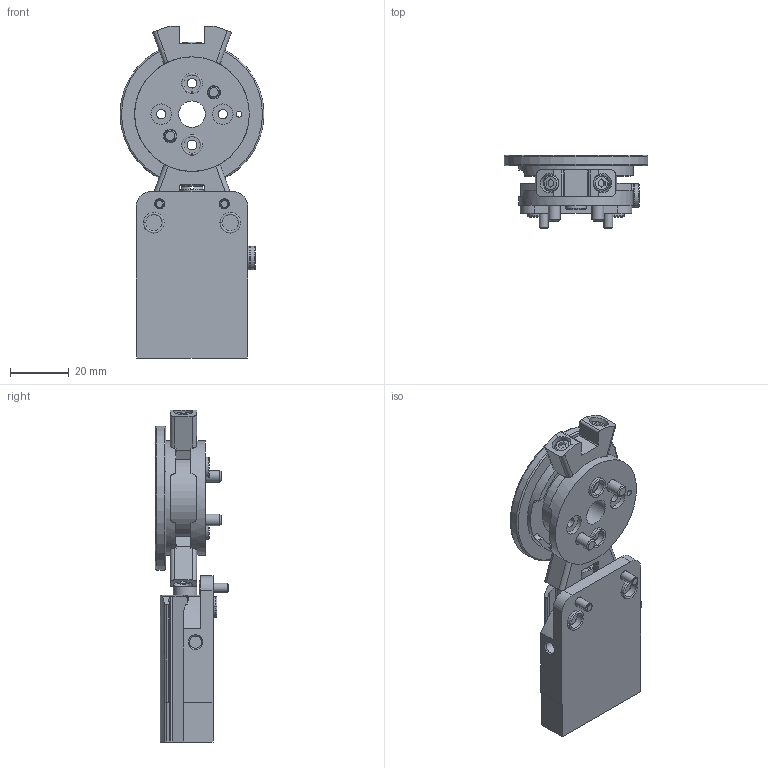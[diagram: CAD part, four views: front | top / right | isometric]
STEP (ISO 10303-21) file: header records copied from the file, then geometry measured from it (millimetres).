
FILE_DESCRIPTION(/* description */ ('STEP AP214'),/* implementation_level */ '2;1');
FILE_NAME(/* name */ '1692770_DADL-EL-Q11-16',/* time_stamp */ '2024-08-12T18:18:56+02:00',/* author */ ('License CC BY-ND 4.0'),/* organization */ ('CADENAS'),/* preprocessor_version */ 'ST-DEVELOPER v19.3',/* originating_system */ 'PARTsolutions',/* authorisation */ ' ');
FILE_SCHEMA (('AUTOMOTIVE_DESIGN {1 0 10303 214 3 1 1}'));
Length unit declared in the file: millimetre
Products named in the file (9): 1692770 DADL-EL-Q11-16---(16_0_0); 1672611 DRRD-16_p; DIN-912 - M4x18(F); 8146544 ZBH-7-B; 1692496 DADL-EC-Q11-16; 1692770 DADL-EL-Q11-16_(zyl); 1675695 DADL-8_(ks); DIN-912 - M3x7(F); 174308 B-M5-B
Assembly tree (14 placements, depth 2):
  1692770 DADL-EL-Q11-16---(16_0_0)
    1672611 DRRD-16_p
    DIN-912 - M4x18(F)  x2
    8146544 ZBH-7-B  x4
    1692496 DADL-EC-Q11-16  x2
    1692770 DADL-EL-Q11-16_(zyl)
    1675695 DADL-8_(ks)
    DIN-912 - M3x7(F)  x2
    174308 B-M5-B
Bounding box: 49 x 24.9 x 113 mm (x, y, z)
Volume: 45598.7 mm3; surface area: 25555.2 mm2
Topology: 14 solids, 14 shells, 506 faces, 1170 edges, 743 vertices
Faces by surface type: plane 261, cylinder 168, cone 62, torus 15
Full cylindrical faces by diameter (mm): 2 x2, 3 x10, 3.242 x4, 3.4 x2, 4 x2, 4.134 x2, 4.5 x2, 5 x2, 5.5 x8, 6 x2, 6.5 x4, 7 x12, 7.2 x1, 7.5 x2, 8 x4, 9 x1, 12 x2, 27.8 x1, 39 x2, 49 x1
Entity records: 9635 total; most frequent: CARTESIAN_POINT 1883, DIRECTION 1595, ORIENTED_EDGE 1384, EDGE_CURVE 692, AXIS2_PLACEMENT_3D 622, VERTEX_POINT 492, FACE_BOUND 492, EDGE_LOOP 490
